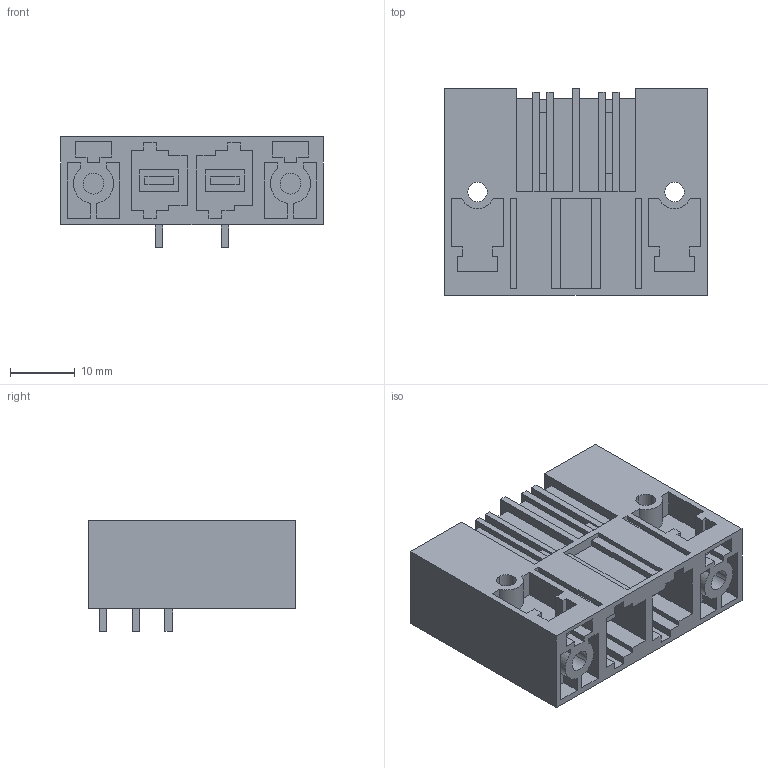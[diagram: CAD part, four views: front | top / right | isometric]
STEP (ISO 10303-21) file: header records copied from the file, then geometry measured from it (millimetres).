
FILE_DESCRIPTION(('CATIA V5 STEP Exchange','CAx-IF Rec.Pracs.--- Model Styling and Organization---1.2---2011-12-15'),'2;1');
FILE_NAME ('D1456676_0_1813570000_1813570000.stp','2018-03-07T12:13:42+00:00',('none'),('Weidmueller'),'CATIA Version 5-6 Release 2014','CATIA V5 STEP AP214','none');
FILE_SCHEMA(('AUTOMOTIVE_DESIGN { 1 0 10303 214 1 1 1 1 }'));
Length unit declared in the file: millimetre
Products named in the file (1): 1813570000
Bounding box: 40.64 x 32 x 17.1 mm (x, y, z)
Volume: 10315.1 mm3; surface area: 11455.2 mm2
Topology: 3 solids, 3 shells, 360 faces, 987 edges, 658 vertices
Faces by surface type: plane 329, cylinder 31
Entity records: 11098 total; most frequent: ORIENTED_EDGE 1974, CARTESIAN_POINT 1926, DIRECTION 1530, EDGE_CURVE 987, VECTOR 924, LINE 924, VERTEX_POINT 658, EDGE_LOOP 395
